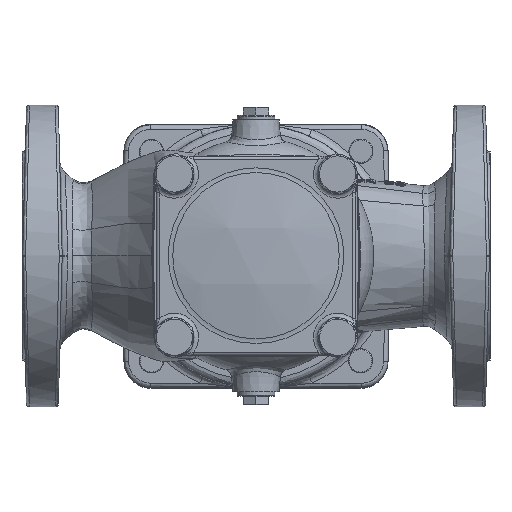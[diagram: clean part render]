
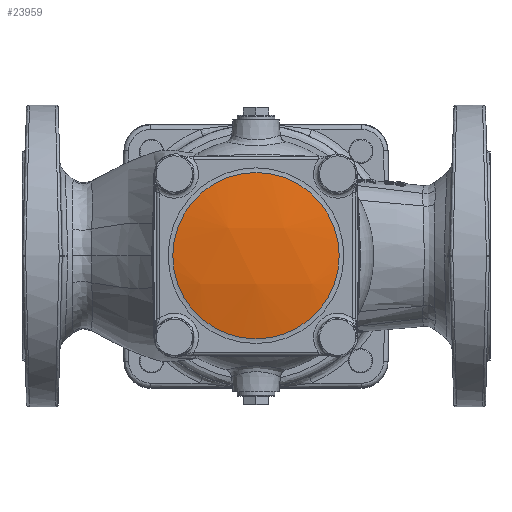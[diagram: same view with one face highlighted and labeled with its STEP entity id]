
A CAD part, top view. The second image highlights one B-rep face of the part: STEP entity #23959.
In plain terms, the highlighted spherical face has radius 270 mm.
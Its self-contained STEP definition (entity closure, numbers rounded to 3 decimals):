
#40=SPHERICAL_SURFACE('',#25844,270.);
#5990=FACE_OUTER_BOUND('',#7630,.T.);
#7630=EDGE_LOOP('',(#20437));
#8606=CIRCLE('',#25841,55.11);
#10722=VERTEX_POINT('',#57104);
#14004=EDGE_CURVE('',#10722,#10722,#8606,.T.);
#20437=ORIENTED_EDGE('',*,*,#14004,.F.);
#23959=ADVANCED_FACE('',(#5990),#40,.T.);
#25841=AXIS2_PLACEMENT_3D('',#57105,#30427,#30428);
#25844=AXIS2_PLACEMENT_3D('',#57109,#30433,#30434);
#30427=DIRECTION('center_axis',(0.,0.,
-1.));
#30428=DIRECTION('ref_axis',(1.,0.,0.));
#30433=DIRECTION('center_axis',(0.,1.,0.));
#30434=DIRECTION('ref_axis',(1.,0.,0.));
#57104=CARTESIAN_POINT('',(-55.11,0.,120.316));
#57105=CARTESIAN_POINT('Origin',(0.,0.,
120.316));
#57109=CARTESIAN_POINT('Origin',(0.,0.,
-144.));
